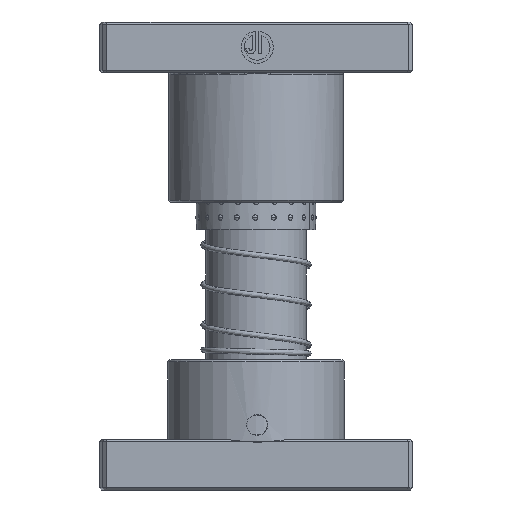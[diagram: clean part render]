
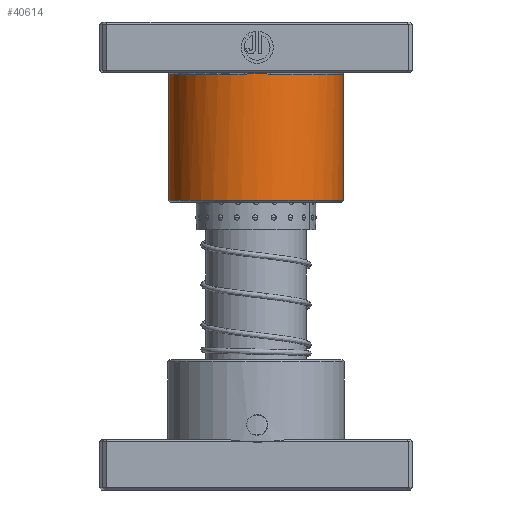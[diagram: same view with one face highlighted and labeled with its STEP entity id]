
A CAD part, front view. The second image highlights one B-rep face of the part: STEP entity #40614.
In plain terms, the highlighted cylindrical face has radius 43.5 mm (diameter 87 mm), a partial arc.
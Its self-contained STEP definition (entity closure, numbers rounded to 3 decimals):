
#8 = CIRCLE ( 'NONE', #51104, 43.5 ) ;
#448 = DIRECTION ( 'NONE',  ( 0., 0., 1. ) ) ;
#476 = CYLINDRICAL_SURFACE ( 'NONE', #60528, 43.5 ) ;
#539 = VERTEX_POINT ( 'NONE', #28781 ) ;
#1078 = EDGE_CURVE ( 'NONE', #29581, #60702, #59882, .T. ) ;
#1369 = DIRECTION ( 'NONE',  ( 0., 0., 1. ) ) ;
#3288 = DIRECTION ( 'NONE',  ( 0., 0., -1. ) ) ;
#3985 = CARTESIAN_POINT ( 'NONE',  ( 6.503, 43.011, 26. ) ) ;
#5746 = AXIS2_PLACEMENT_3D ( 'NONE', #29487, #448, #34360 ) ;
#6024 = B_SPLINE_CURVE_WITH_KNOTS ( 'NONE', 3,
 ( #3985, #28151, #8855, #42783, #13728, #47676, #18598, #52537, #23496, #57357 ),
 .UNSPECIFIED., .F., .F.,
 ( 4, 2, 2, 2, 4 ),
 ( 0., 0.003, 0.007, 0.01, 0.013 ),
 .UNSPECIFIED. ) ;
#7966 = DIRECTION ( 'NONE',  ( 0., 0., -1. ) ) ;
#8101 = CARTESIAN_POINT ( 'NONE',  ( 0., 0., 90. ) ) ;
#8855 = CARTESIAN_POINT ( 'NONE',  ( 4.343, 43.296, 25.961 ) ) ;
#10931 = EDGE_CURVE ( 'NONE', #22291, #539, #6024, .T. ) ;
#12984 = DIRECTION ( 'NONE',  ( 0., 0., -1. ) ) ;
#13728 = CARTESIAN_POINT ( 'NONE',  ( 1.096, 43.5, 25.866 ) ) ;
#16347 = AXIS2_PLACEMENT_3D ( 'NONE', #30420, #1369, #35268 ) ;
#17244 = EDGE_CURVE ( 'NONE', #60702, #22291, #27123, .T. ) ;
#18598 = CARTESIAN_POINT ( 'NONE',  ( -2.161, 43.46, 25.893 ) ) ;
#22291 = VERTEX_POINT ( 'NONE', #35275 ) ;
#22852 = CARTESIAN_POINT ( 'NONE',  ( 43.5, 0., 26. ) ) ;
#23416 = DIRECTION ( 'NONE',  ( 0., 0., -1. ) ) ;
#23496 = CARTESIAN_POINT ( 'NONE',  ( -5.423, 43.174, 26. ) ) ;
#24217 = LINE ( 'NONE', #52264, #61300 ) ;
#24624 = CIRCLE ( 'NONE', #5746, 43.5 ) ;
#27123 = CIRCLE ( 'NONE', #16347, 43.5 ) ;
#28151 = CARTESIAN_POINT ( 'NONE',  ( 5.424, 43.174, 26. ) ) ;
#28781 = CARTESIAN_POINT ( 'NONE',  ( -6.503, 43.011, 26. ) ) ;
#29487 = CARTESIAN_POINT ( 'NONE',  ( 0., 0., 26. ) ) ;
#29581 = VERTEX_POINT ( 'NONE', #57571 ) ;
#30420 = CARTESIAN_POINT ( 'NONE',  ( 0., 0., 26. ) ) ;
#34360 = DIRECTION ( 'NONE',  ( 1., 0., 0. ) ) ;
#34486 = VERTEX_POINT ( 'NONE', #39904 ) ;
#35268 = DIRECTION ( 'NONE',  ( 1., 0., 0. ) ) ;
#35275 = CARTESIAN_POINT ( 'NONE',  ( 6.503, 43.011, 26. ) ) ;
#37002 = CARTESIAN_POINT ( 'NONE',  ( 0., 0., 89. ) ) ;
#39514 = EDGE_LOOP ( 'NONE', ( #47433, #49967, #40988, #62343, #49907, #59941 ) ) ;
#39904 = CARTESIAN_POINT ( 'NONE',  ( -43.5, 0., 89. ) ) ;
#40614 = ADVANCED_FACE ( 'NONE', ( #52075 ), #476, .T. ) ;
#40988 = ORIENTED_EDGE ( 'NONE', *, *, #17244, .T. ) ;
#41907 = DIRECTION ( 'NONE',  ( 1., 0., 0. ) ) ;
#42783 = CARTESIAN_POINT ( 'NONE',  ( 2.18, 43.459, 25.893 ) ) ;
#45542 = VECTOR ( 'NONE', #23416, 1000. ) ;
#46075 = EDGE_CURVE ( 'NONE', #34486, #29581, #8, .T. ) ;
#46529 = DIRECTION ( 'NONE',  ( -1., 0., 0. ) ) ;
#47433 = ORIENTED_EDGE ( 'NONE', *, *, #46075, .T. ) ;
#47599 = CARTESIAN_POINT ( 'NONE',  ( 43.5, 0., 90. ) ) ;
#47676 = CARTESIAN_POINT ( 'NONE',  ( -1.074, 43.5, 25.866 ) ) ;
#49195 = EDGE_CURVE ( 'NONE', #539, #55306, #24624, .T. ) ;
#49907 = ORIENTED_EDGE ( 'NONE', *, *, #49195, .T. ) ;
#49967 = ORIENTED_EDGE ( 'NONE', *, *, #1078, .T. ) ;
#51104 = AXIS2_PLACEMENT_3D ( 'NONE', #37002, #7966, #41907 ) ;
#51691 = EDGE_CURVE ( 'NONE', #34486, #55306, #24217, .T. ) ;
#52075 = FACE_OUTER_BOUND ( 'NONE', #39514, .T. ) ;
#52264 = CARTESIAN_POINT ( 'NONE',  ( -43.5, 0., 90. ) ) ;
#52537 = CARTESIAN_POINT ( 'NONE',  ( -4.338, 43.297, 25.961 ) ) ;
#55306 = VERTEX_POINT ( 'NONE', #59069 ) ;
#57357 = CARTESIAN_POINT ( 'NONE',  ( -6.503, 43.011, 26. ) ) ;
#57571 = CARTESIAN_POINT ( 'NONE',  ( 43.5, 0., 89. ) ) ;
#59069 = CARTESIAN_POINT ( 'NONE',  ( -43.5, 0., 26. ) ) ;
#59882 = LINE ( 'NONE', #47599, #45542 ) ;
#59941 = ORIENTED_EDGE ( 'NONE', *, *, #51691, .F. ) ;
#60528 = AXIS2_PLACEMENT_3D ( 'NONE', #8101, #12984, #46529 ) ;
#60702 = VERTEX_POINT ( 'NONE', #22852 ) ;
#61300 = VECTOR ( 'NONE', #3288, 1000. ) ;
#62343 = ORIENTED_EDGE ( 'NONE', *, *, #10931, .T. ) ;
